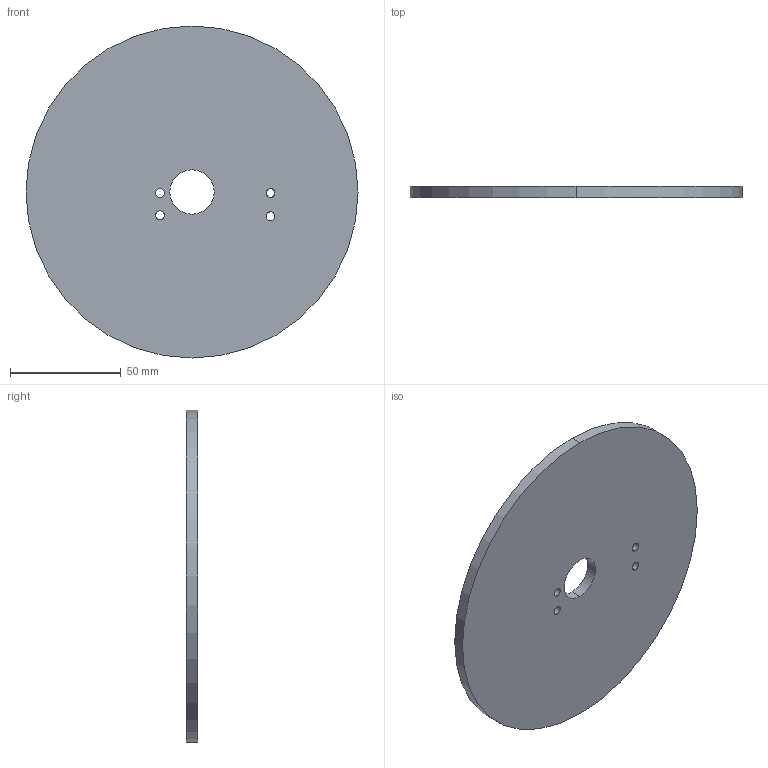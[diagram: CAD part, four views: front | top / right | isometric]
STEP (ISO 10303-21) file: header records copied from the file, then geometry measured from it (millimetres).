
FILE_DESCRIPTION (( 'STEP AP203' ), '1' );
FILE_NAME ('Superior rodamiento_Predeterminado_sldprt.STEP', '2020-06-24T19:49:37', ( '' ), ( '' ), 'SwSTEP 2.0', 'SolidWorks 2020', '' );
FILE_SCHEMA (( 'CONFIG_CONTROL_DESIGN' ));
Length unit declared in the file: millimetre
Products named in the file (1): Superior rodamiento_Predeterminado_sldprt
Bounding box: 150 x 5 x 150 mm (x, y, z)
Volume: 83710.7 mm3; surface area: 37884.9 mm2
Topology: 1 solids, 1 shells, 17 faces, 42 edges, 28 vertices
Faces by surface type: cylinder 12, plane 3, torus 2
Entity records: 623 total; most frequent: DIRECTION 108, CARTESIAN_POINT 88, ORIENTED_EDGE 84, AXIS2_PLACEMENT_3D 48, EDGE_CURVE 42, CIRCLE 30, EDGE_LOOP 28, VERTEX_POINT 28
